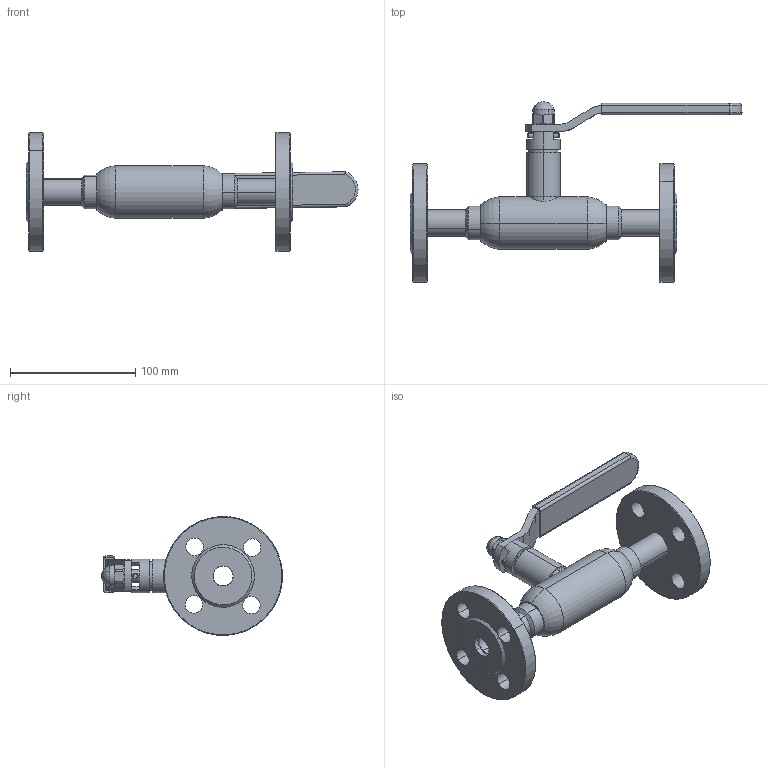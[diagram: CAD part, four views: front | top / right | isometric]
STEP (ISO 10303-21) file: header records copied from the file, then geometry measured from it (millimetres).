
FILE_DESCRIPTION (( 'STEP AP214' ), '1' );
FILE_NAME ('通径DN15法兰球阀PN16.STEP', '2026-01-28T01:18:42', ( '' ), ( '' ), 'SwSTEP 2.0', 'SolidWorks 2022', '' );
FILE_SCHEMA (( 'AUTOMOTIVE_DESIGN' ));
Length unit declared in the file: millimetre
Products named in the file (10): Q61F-20-18概裝蹟譫; 15楊擘; Q61F-20-5粣杶; Q61F-20-1概极樓馱; Q61F-15-4傻諉; Q61F-20-16球阀把手; 通径DN15法兰球阀PN16; Q61F-20-17參杶; Q61F-20-15詩种; Q61F-20-3概裝
Assembly tree (11 placements, depth 2):
  通径DN15法兰球阀PN16
    Q61F-20-1概极樓馱
    Q61F-20-5粣杶
    Q61F-20-16球阀把手
    Q61F-20-18概裝蹟譫
    Q61F-20-17參杶
    Q61F-20-3概裝
    Q61F-20-15詩种
    Q61F-15-4傻諉  x2
    15楊擘  x2
Bounding box: 265.06 x 144.37 x 94.74 mm (x, y, z)
Volume: 300787.8 mm3; surface area: 125976.3 mm2
Topology: 11 solids, 11 shells, 236 faces, 535 edges, 334 vertices
Faces by surface type: cylinder 106, plane 68, cone 42, torus 14, bspline 4, sphere 2
Entity records: 10002 total; most frequent: CARTESIAN_POINT 4816, DIRECTION 1007, ORIENTED_EDGE 878, EDGE_CURVE 439, AXIS2_PLACEMENT_3D 415, VERTEX_POINT 276, EDGE_LOOP 227, CIRCLE 212
